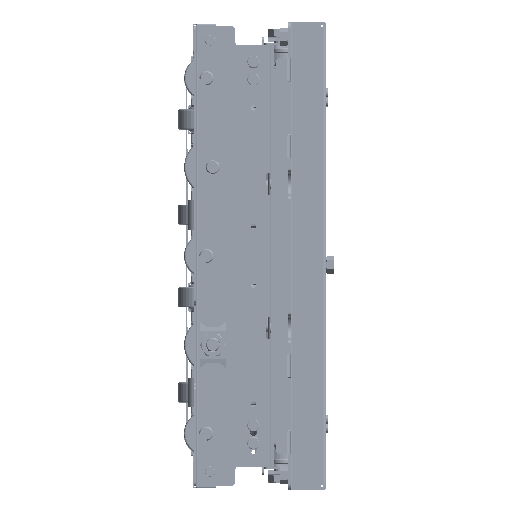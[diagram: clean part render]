
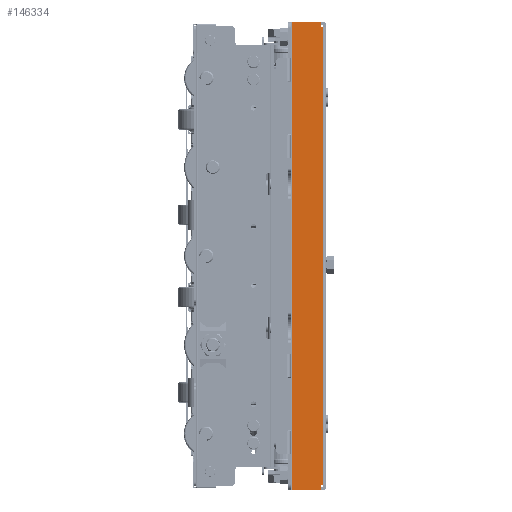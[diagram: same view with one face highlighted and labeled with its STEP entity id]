
A CAD part, left-side view. The second image highlights one B-rep face of the part: STEP entity #146334.
In plain terms, the highlighted planar face has unit normal (-1, 0, 0).
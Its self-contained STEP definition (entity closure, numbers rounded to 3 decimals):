
#10176=PLANE('',#160652);
#17026=FACE_OUTER_BOUND('',#29220,.T.);
#29220=EDGE_LOOP('',(#113799,#113800,#113801,#113802,#113803,#113804,#113805,
#113806));
#37863=LINE('',#240483,#46742);
#37968=LINE('',#240785,#46847);
#38021=LINE('',#240933,#46900);
#38043=LINE('',#241017,#46922);
#38045=LINE('',#241023,#46924);
#38049=LINE('',#241029,#46928);
#38050=LINE('',#241031,#46929);
#38051=LINE('',#241032,#46930);
#46742=VECTOR('',#193664,395.);
#46847=VECTOR('',#193919,24.4);
#46900=VECTOR('',#194046,24.4);
#46922=VECTOR('',#194130,385.8);
#46924=VECTOR('',#194136,2.3);
#46928=VECTOR('',#194142,4.6);
#46929=VECTOR('',#194143,2.3);
#46930=VECTOR('',#194144,4.6);
#67685=VERTEX_POINT('',#240476);
#67688=VERTEX_POINT('',#240481);
#67810=VERTEX_POINT('',#240784);
#67868=VERTEX_POINT('',#240931);
#67898=VERTEX_POINT('',#241014);
#67899=VERTEX_POINT('',#241016);
#67901=VERTEX_POINT('',#241022);
#67903=VERTEX_POINT('',#241030);
#83898=EDGE_CURVE('',#67688,#67685,#37863,.T.);
#84054=EDGE_CURVE('',#67685,#67810,#37968,.T.);
#84133=EDGE_CURVE('',#67688,#67868,#38021,.T.);
#84177=EDGE_CURVE('',#67898,#67899,#38043,.T.);
#84180=EDGE_CURVE('',#67901,#67899,#38045,.T.);
#84184=EDGE_CURVE('',#67901,#67868,#38049,.T.);
#84185=EDGE_CURVE('',#67898,#67903,#38050,.T.);
#84186=EDGE_CURVE('',#67810,#67903,#38051,.T.);
#113799=ORIENTED_EDGE('',*,*,#83898,.F.);
#113800=ORIENTED_EDGE('',*,*,#84133,.T.);
#113801=ORIENTED_EDGE('',*,*,#84184,.F.);
#113802=ORIENTED_EDGE('',*,*,#84180,.T.);
#113803=ORIENTED_EDGE('',*,*,#84177,.F.);
#113804=ORIENTED_EDGE('',*,*,#84185,.T.);
#113805=ORIENTED_EDGE('',*,*,#84186,.F.);
#113806=ORIENTED_EDGE('',*,*,#84054,.F.);
#146334=ADVANCED_FACE('',(#17026),#10176,.T.);
#160652=AXIS2_PLACEMENT_3D('',#241028,#194140,#194141);
#193664=DIRECTION('',(0.,0.,1.));
#193919=DIRECTION('',(0.,-1.,0.));
#194046=DIRECTION('',(0.,-1.,0.));
#194130=DIRECTION('',(0.,0.,-1.));
#194136=DIRECTION('',(0.,-1.,0.));
#194140=DIRECTION('center_axis',(-1.,0.,0.));
#194141=DIRECTION('ref_axis',(0.,-1.,0.));
#194142=DIRECTION('',(0.,0.,-1.));
#194143=DIRECTION('',(0.,1.,0.));
#194144=DIRECTION('',(0.,0.,-1.));
#240476=CARTESIAN_POINT('',(-329.684,-4.453,197.5));
#240481=CARTESIAN_POINT('',(-329.684,-4.453,-197.5));
#240483=CARTESIAN_POINT('',(-329.684,-4.453,-177.5));
#240784=CARTESIAN_POINT('',(-329.684,-28.853,197.5));
#240785=CARTESIAN_POINT('',(-329.684,-1.153,197.5));
#240931=CARTESIAN_POINT('',(-329.684,-28.853,-197.5));
#240933=CARTESIAN_POINT('',(-329.684,-1.153,-197.5));
#241014=CARTESIAN_POINT('',(-329.684,-31.153,192.9));
#241016=CARTESIAN_POINT('',(-329.684,-31.153,-192.9));
#241017=CARTESIAN_POINT('',(-329.684,-31.153,-197.5));
#241022=CARTESIAN_POINT('',(-329.684,-28.853,-192.9));
#241023=CARTESIAN_POINT('',(-329.684,-31.728,-192.9));
#241028=CARTESIAN_POINT('Origin',(-329.684,-31.153,-197.5));
#241029=CARTESIAN_POINT('',(-329.684,-28.853,-197.5));
#241030=CARTESIAN_POINT('',(-329.684,-28.853,192.9));
#241031=CARTESIAN_POINT('',(-329.684,-31.728,192.9));
#241032=CARTESIAN_POINT('',(-329.684,-28.853,-197.5));
